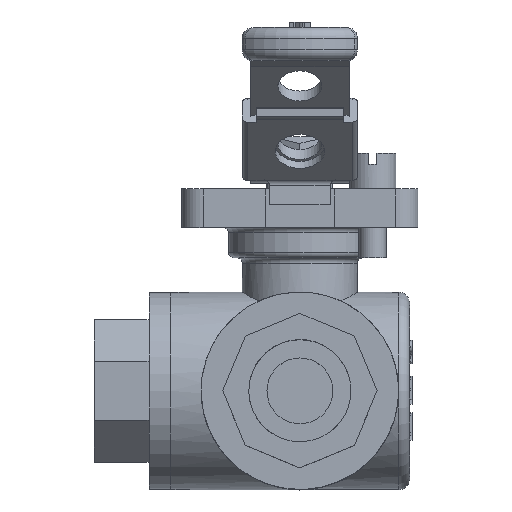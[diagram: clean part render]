
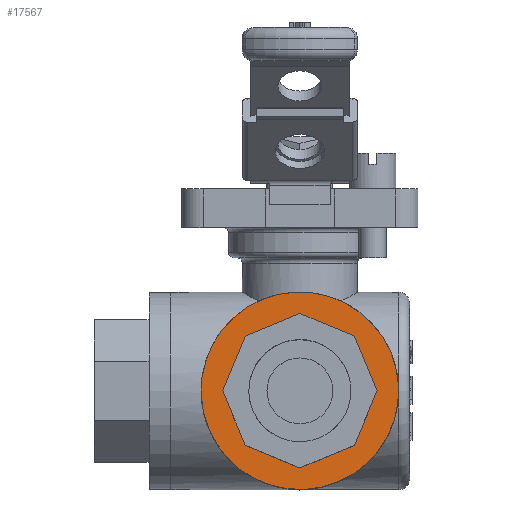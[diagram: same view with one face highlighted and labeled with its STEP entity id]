
A CAD part, top view. The second image highlights one B-rep face of the part: STEP entity #17567.
In plain terms, the highlighted planar face has unit normal (0, 0, 1).
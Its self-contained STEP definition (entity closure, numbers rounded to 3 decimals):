
#1129=FACE_BOUND('',#3125,.T.);
#1421=PLANE('',#18445);
#2138=FACE_OUTER_BOUND('',#3124,.T.);
#3124=EDGE_LOOP('',(#13516));
#3125=EDGE_LOOP('',(#13517,#13518,#13519,#13520,#13521,#13522,#13523,#13524));
#4397=LINE('',#27105,#5995);
#4401=LINE('',#27113,#5999);
#4404=LINE('',#27119,#6002);
#4407=LINE('',#27125,#6005);
#4410=LINE('',#27131,#6008);
#4413=LINE('',#27137,#6011);
#4416=LINE('',#27143,#6014);
#4419=LINE('',#27148,#6017);
#5995=VECTOR('',#20282,10.);
#5999=VECTOR('',#20288,10.);
#6002=VECTOR('',#20293,10.);
#6005=VECTOR('',#20298,10.);
#6008=VECTOR('',#20303,10.);
#6011=VECTOR('',#20308,10.);
#6014=VECTOR('',#20313,10.);
#6017=VECTOR('',#20318,10.);
#6947=CIRCLE('',#18442,18.);
#7816=VERTEX_POINT('',#27103);
#7817=VERTEX_POINT('',#27104);
#7820=VERTEX_POINT('',#27112);
#7822=VERTEX_POINT('',#27118);
#7824=VERTEX_POINT('',#27124);
#7826=VERTEX_POINT('',#27130);
#7828=VERTEX_POINT('',#27136);
#7830=VERTEX_POINT('',#27142);
#7832=VERTEX_POINT('',#27152);
#9846=EDGE_CURVE('',#7816,#7817,#4397,.T.);
#9850=EDGE_CURVE('',#7817,#7820,#4401,.T.);
#9853=EDGE_CURVE('',#7820,#7822,#4404,.T.);
#9856=EDGE_CURVE('',#7822,#7824,#4407,.T.);
#9859=EDGE_CURVE('',#7824,#7826,#4410,.T.);
#9862=EDGE_CURVE('',#7826,#7828,#4413,.T.);
#9865=EDGE_CURVE('',#7828,#7830,#4416,.T.);
#9868=EDGE_CURVE('',#7830,#7816,#4419,.T.);
#9870=EDGE_CURVE('',#7832,#7832,#6947,.T.);
#13516=ORIENTED_EDGE('',*,*,#9870,.T.);
#13517=ORIENTED_EDGE('',*,*,#9846,.T.);
#13518=ORIENTED_EDGE('',*,*,#9850,.T.);
#13519=ORIENTED_EDGE('',*,*,#9853,.T.);
#13520=ORIENTED_EDGE('',*,*,#9856,.T.);
#13521=ORIENTED_EDGE('',*,*,#9859,.T.);
#13522=ORIENTED_EDGE('',*,*,#9862,.T.);
#13523=ORIENTED_EDGE('',*,*,#9865,.T.);
#13524=ORIENTED_EDGE('',*,*,#9868,.T.);
#17567=ADVANCED_FACE('',(#2138,#1129),#1421,.T.);
#18442=AXIS2_PLACEMENT_3D('',#27153,#20324,#20325);
#18445=AXIS2_PLACEMENT_3D('',#27158,#20331,#20332);
#20282=DIRECTION('',(-0.383,0.924,0.));
#20288=DIRECTION('',(0.383,0.924,0.));
#20293=DIRECTION('',(0.924,0.383,0.));
#20298=DIRECTION('',(0.924,-0.383,0.));
#20303=DIRECTION('',(0.383,-0.924,0.));
#20308=DIRECTION('',(-0.383,-0.924,0.));
#20313=DIRECTION('',(-0.924,-0.383,0.));
#20318=DIRECTION('',(-0.924,0.383,0.));
#20324=DIRECTION('center_axis',(0.,0.,1.));
#20325=DIRECTION('ref_axis',(0.924,0.383,0.));
#20331=DIRECTION('center_axis',(0.,0.,1.));
#20332=DIRECTION('ref_axis',(-0.924,-0.383,0.));
#27103=CARTESIAN_POINT('',(-9.95,-9.95,27.5));
#27104=CARTESIAN_POINT('',(-14.071,0.,27.5));
#27105=CARTESIAN_POINT('',(-13.041,-2.487,27.5));
#27112=CARTESIAN_POINT('',(-9.95,9.95,27.5));
#27113=CARTESIAN_POINT('',(-10.98,7.462,27.5));
#27118=CARTESIAN_POINT('',(0.,14.071,27.5));
#27119=CARTESIAN_POINT('',(-2.487,13.041,27.5));
#27124=CARTESIAN_POINT('',(9.95,9.95,27.5));
#27125=CARTESIAN_POINT('',(7.462,10.98,27.5));
#27130=CARTESIAN_POINT('',(14.071,0.,27.5));
#27131=CARTESIAN_POINT('',(13.041,2.487,27.5));
#27136=CARTESIAN_POINT('',(9.95,-9.95,27.5));
#27137=CARTESIAN_POINT('',(10.98,-7.462,27.5));
#27142=CARTESIAN_POINT('',(0.,-14.071,27.5));
#27143=CARTESIAN_POINT('',(2.487,-13.041,27.5));
#27148=CARTESIAN_POINT('',(-7.462,-10.98,27.5));
#27152=CARTESIAN_POINT('',(-16.63,-6.888,27.5));
#27153=CARTESIAN_POINT('Origin',(0.,0.,27.5));
#27158=CARTESIAN_POINT('Origin',(0.,0.,
27.5));
